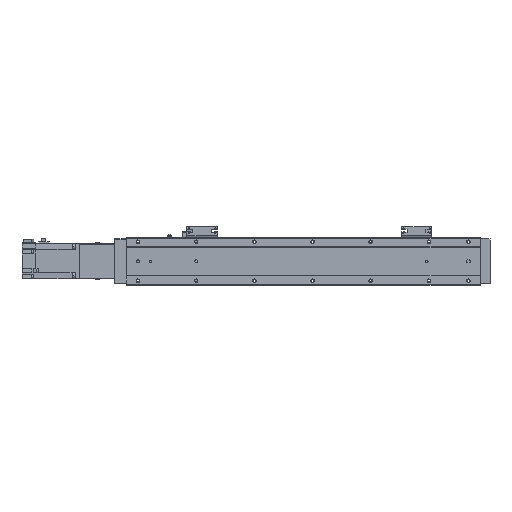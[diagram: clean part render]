
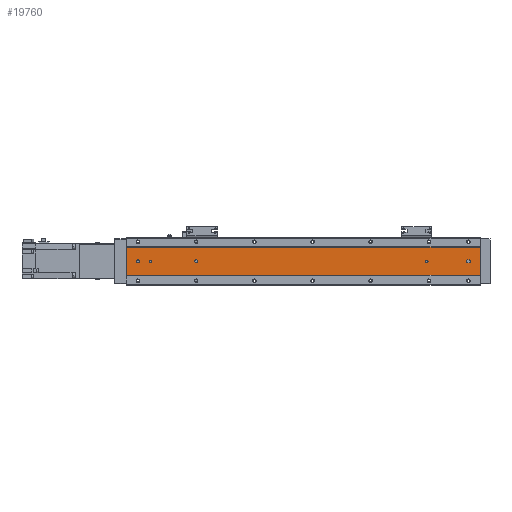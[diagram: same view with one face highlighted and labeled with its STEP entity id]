
A CAD part, front view. The second image highlights one B-rep face of the part: STEP entity #19760.
In plain terms, the highlighted planar face has unit normal (0, -1, 0).
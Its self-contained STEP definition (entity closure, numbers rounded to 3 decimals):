
#125 = AXIS2_PLACEMENT_3D ( 'NONE', #21803, #17233, #16949 ) ;
#154 = DIRECTION ( 'NONE',  ( 0., 0., 1. ) ) ;
#592 = FACE_OUTER_BOUND ( 'NONE', #10795, .T. ) ;
#693 = ORIENTED_EDGE ( 'NONE', *, *, #20792, .F. ) ;
#804 = DIRECTION ( 'NONE',  ( 0., 0., 1. ) ) ;
#1049 = CARTESIAN_POINT ( 'NONE',  ( 608., 1., 23.876 ) ) ;
#1191 = CARTESIAN_POINT ( 'NONE',  ( 608., 1., 23.876 ) ) ;
#1197 = EDGE_CURVE ( 'NONE', #3581, #12789, #27317, .T. ) ;
#1335 = DIRECTION ( 'NONE',  ( 0., -1., 0. ) ) ;
#1394 = CIRCLE ( 'NONE', #26337, 2.5 ) ;
#1412 = VECTOR ( 'NONE', #5386, 1000. ) ;
#1533 = ORIENTED_EDGE ( 'NONE', *, *, #22105, .F. ) ;
#1598 = FACE_BOUND ( 'NONE', #20223, .T. ) ;
#1773 = VERTEX_POINT ( 'NONE', #3199 ) ;
#1828 = CARTESIAN_POINT ( 'NONE',  ( 608., 1., -23.876 ) ) ;
#2107 = CARTESIAN_POINT ( 'NONE',  ( 120., 1., 0. ) ) ;
#2173 = VERTEX_POINT ( 'NONE', #22502 ) ;
#2961 = EDGE_CURVE ( 'NONE', #15276, #4128, #19894, .T. ) ;
#3029 = CARTESIAN_POINT ( 'NONE',  ( 608., 1., 2.5 ) ) ;
#3067 = FACE_BOUND ( 'NONE', #18163, .T. ) ;
#3199 = CARTESIAN_POINT ( 'NONE',  ( 587., 1., 2.5 ) ) ;
#3272 = VERTEX_POINT ( 'NONE', #11004 ) ;
#3292 = DIRECTION ( 'NONE',  ( 0., -1., 0. ) ) ;
#3581 = VERTEX_POINT ( 'NONE', #1828 ) ;
#3991 = CARTESIAN_POINT ( 'NONE',  ( 120., 1., -2.5 ) ) ;
#4035 = ORIENTED_EDGE ( 'NONE', *, *, #28562, .T. ) ;
#4128 = VERTEX_POINT ( 'NONE', #26125 ) ;
#4396 = EDGE_LOOP ( 'NONE', ( #1533, #27045 ) ) ;
#4439 = AXIS2_PLACEMENT_3D ( 'NONE', #20372, #24924, #4724 ) ;
#4724 = DIRECTION ( 'NONE',  ( 0., 0., 1. ) ) ;
#4745 = VECTOR ( 'NONE', #25372, 1000. ) ;
#4962 = DIRECTION ( 'NONE',  ( 0., -1., 0. ) ) ;
#5096 = LINE ( 'NONE', #9832, #1412 ) ;
#5386 = DIRECTION ( 'NONE',  ( 0., 0., -1. ) ) ;
#5561 = DIRECTION ( 'NONE',  ( 0., 0., 1. ) ) ;
#5713 = DIRECTION ( 'NONE',  ( 0., -1., 0. ) ) ;
#6891 = CARTESIAN_POINT ( 'NONE',  ( 41.75, 1., -2.1 ) ) ;
#7104 = CARTESIAN_POINT ( 'NONE',  ( 608., 1., -23.876 ) ) ;
#7323 = ORIENTED_EDGE ( 'NONE', *, *, #25689, .F. ) ;
#7391 = DIRECTION ( 'NONE',  ( 0., -1., 0. ) ) ;
#7521 = CIRCLE ( 'NONE', #27332, 2.1 ) ;
#7778 = CARTESIAN_POINT ( 'NONE',  ( 589., 1., 0. ) ) ;
#7808 = VERTEX_POINT ( 'NONE', #13984 ) ;
#7941 = FACE_BOUND ( 'NONE', #28054, .T. ) ;
#7981 = EDGE_CURVE ( 'NONE', #28099, #1773, #25463, .T. ) ;
#8574 = ORIENTED_EDGE ( 'NONE', *, *, #2961, .T. ) ;
#8666 = DIRECTION ( 'NONE',  ( -1., 0., 0. ) ) ;
#8797 = VECTOR ( 'NONE', #9604, 1000. ) ;
#9011 = DIRECTION ( 'NONE',  ( 0., -1., 0. ) ) ;
#9604 = DIRECTION ( 'NONE',  ( -1., 0., 0. ) ) ;
#9832 = CARTESIAN_POINT ( 'NONE',  ( 0., 1., 23.876 ) ) ;
#10451 = DIRECTION ( 'NONE',  ( 0., 0., 1. ) ) ;
#10592 = CARTESIAN_POINT ( 'NONE',  ( 20., 1., 0. ) ) ;
#10765 = CARTESIAN_POINT ( 'NONE',  ( 41.75, 1., 0. ) ) ;
#10795 = EDGE_LOOP ( 'NONE', ( #4035, #15817, #18222, #8574 ) ) ;
#10938 = AXIS2_PLACEMENT_3D ( 'NONE', #11572, #22922, #804 ) ;
#11004 = CARTESIAN_POINT ( 'NONE',  ( 516.45, 1., 2.1 ) ) ;
#11442 = ORIENTED_EDGE ( 'NONE', *, *, #16913, .F. ) ;
#11549 = EDGE_LOOP ( 'NONE', ( #11442, #24300 ) ) ;
#11572 = CARTESIAN_POINT ( 'NONE',  ( 120., 1., 0. ) ) ;
#11636 = CIRCLE ( 'NONE', #12548, 2.5 ) ;
#12005 = CARTESIAN_POINT ( 'NONE',  ( 20., 1., 0. ) ) ;
#12548 = AXIS2_PLACEMENT_3D ( 'NONE', #7778, #5713, #5561 ) ;
#12768 = CARTESIAN_POINT ( 'NONE',  ( 20., 1., 2.5 ) ) ;
#12789 = VERTEX_POINT ( 'NONE', #24433 ) ;
#12811 = PLANE ( 'NONE',  #125 ) ;
#13119 = ORIENTED_EDGE ( 'NONE', *, *, #17338, .F. ) ;
#13280 = EDGE_CURVE ( 'NONE', #29184, #14817, #17380, .T. ) ;
#13984 = CARTESIAN_POINT ( 'NONE',  ( 587., 1., -2.5 ) ) ;
#14023 = EDGE_CURVE ( 'NONE', #15861, #27739, #7521, .T. ) ;
#14209 = CIRCLE ( 'NONE', #28813, 2.5 ) ;
#14413 = ORIENTED_EDGE ( 'NONE', *, *, #7981, .F. ) ;
#14765 = AXIS2_PLACEMENT_3D ( 'NONE', #2107, #27042, #26593 ) ;
#14817 = VERTEX_POINT ( 'NONE', #19941 ) ;
#15054 = EDGE_CURVE ( 'NONE', #15276, #3581, #25530, .T. ) ;
#15139 = DIRECTION ( 'NONE',  ( -1., 0., 0. ) ) ;
#15276 = VERTEX_POINT ( 'NONE', #1191 ) ;
#15335 = VERTEX_POINT ( 'NONE', #22417 ) ;
#15425 = CARTESIAN_POINT ( 'NONE',  ( 608., 1., -2.5 ) ) ;
#15817 = ORIENTED_EDGE ( 'NONE', *, *, #1197, .F. ) ;
#15857 = VECTOR ( 'NONE', #15139, 1000. ) ;
#15861 = VERTEX_POINT ( 'NONE', #6891 ) ;
#16363 = ORIENTED_EDGE ( 'NONE', *, *, #16381, .F. ) ;
#16381 = EDGE_CURVE ( 'NONE', #25057, #21165, #23636, .T. ) ;
#16396 = CARTESIAN_POINT ( 'NONE',  ( 587., 1., 0. ) ) ;
#16658 = FACE_BOUND ( 'NONE', #4396, .T. ) ;
#16662 = AXIS2_PLACEMENT_3D ( 'NONE', #23241, #4962, #22966 ) ;
#16870 = DIRECTION ( 'NONE',  ( 0., 0., 1. ) ) ;
#16913 = EDGE_CURVE ( 'NONE', #14817, #29184, #14209, .T. ) ;
#16949 = DIRECTION ( 'NONE',  ( 1., 0., 0. ) ) ;
#17233 = DIRECTION ( 'NONE',  ( 0., 1., 0. ) ) ;
#17338 = EDGE_CURVE ( 'NONE', #7808, #15335, #22055, .T. ) ;
#17380 = CIRCLE ( 'NONE', #23488, 2.5 ) ;
#17488 = VECTOR ( 'NONE', #8666, 1000. ) ;
#18163 = EDGE_LOOP ( 'NONE', ( #26761, #21241 ) ) ;
#18222 = ORIENTED_EDGE ( 'NONE', *, *, #15054, .F. ) ;
#18316 = CARTESIAN_POINT ( 'NONE',  ( 589., 1., 2.5 ) ) ;
#18370 = EDGE_CURVE ( 'NONE', #3272, #2173, #26990, .T. ) ;
#19323 = DIRECTION ( 'NONE',  ( 0., 0., 1. ) ) ;
#19760 = ADVANCED_FACE ( 'NONE', ( #592, #3067, #16658, #21658, #7941, #1598 ), #12811, .F. ) ;
#19894 = LINE ( 'NONE', #28889, #17488 ) ;
#19941 = CARTESIAN_POINT ( 'NONE',  ( 20., 1., -2.5 ) ) ;
#20223 = EDGE_LOOP ( 'NONE', ( #13119, #28361, #14413, #7323 ) ) ;
#20291 = DIRECTION ( 'NONE',  ( 1., 0., 0. ) ) ;
#20372 = CARTESIAN_POINT ( 'NONE',  ( 41.75, 1., 0. ) ) ;
#20529 = DIRECTION ( 'NONE',  ( 0., 0., 1. ) ) ;
#20792 = EDGE_CURVE ( 'NONE', #21165, #25057, #28430, .T. ) ;
#20927 = CIRCLE ( 'NONE', #4439, 2.1 ) ;
#21165 = VERTEX_POINT ( 'NONE', #3991 ) ;
#21241 = ORIENTED_EDGE ( 'NONE', *, *, #21646, .F. ) ;
#21646 = EDGE_CURVE ( 'NONE', #27739, #15861, #20927, .T. ) ;
#21654 = DIRECTION ( 'NONE',  ( 0., -1., 0. ) ) ;
#21658 = FACE_BOUND ( 'NONE', #11549, .T. ) ;
#21803 = CARTESIAN_POINT ( 'NONE',  ( 608., 1., 23.876 ) ) ;
#22055 = LINE ( 'NONE', #15425, #28351 ) ;
#22105 = EDGE_CURVE ( 'NONE', #2173, #3272, #27029, .T. ) ;
#22417 = CARTESIAN_POINT ( 'NONE',  ( 589., 1., -2.5 ) ) ;
#22421 = CARTESIAN_POINT ( 'NONE',  ( 516.45, 1., 0. ) ) ;
#22502 = CARTESIAN_POINT ( 'NONE',  ( 516.45, 1., -2.1 ) ) ;
#22916 = CARTESIAN_POINT ( 'NONE',  ( 41.75, 1., 2.1 ) ) ;
#22922 = DIRECTION ( 'NONE',  ( 0., -1., 0. ) ) ;
#22966 = DIRECTION ( 'NONE',  ( 0., 0., 1. ) ) ;
#23191 = AXIS2_PLACEMENT_3D ( 'NONE', #22421, #9011, #154 ) ;
#23241 = CARTESIAN_POINT ( 'NONE',  ( 516.45, 1., 0. ) ) ;
#23488 = AXIS2_PLACEMENT_3D ( 'NONE', #12005, #3292, #16870 ) ;
#23636 = CIRCLE ( 'NONE', #10938, 2.5 ) ;
#24237 = CARTESIAN_POINT ( 'NONE',  ( 120., 1., 2.5 ) ) ;
#24300 = ORIENTED_EDGE ( 'NONE', *, *, #13280, .F. ) ;
#24433 = CARTESIAN_POINT ( 'NONE',  ( 0., 1., -23.876 ) ) ;
#24924 = DIRECTION ( 'NONE',  ( 0., -1., 0. ) ) ;
#25057 = VERTEX_POINT ( 'NONE', #24237 ) ;
#25372 = DIRECTION ( 'NONE',  ( 0., 0., -1. ) ) ;
#25463 = LINE ( 'NONE', #3029, #15857 ) ;
#25530 = LINE ( 'NONE', #1049, #4745 ) ;
#25689 = EDGE_CURVE ( 'NONE', #15335, #28099, #11636, .T. ) ;
#26125 = CARTESIAN_POINT ( 'NONE',  ( 0., 1., 23.876 ) ) ;
#26337 = AXIS2_PLACEMENT_3D ( 'NONE', #16396, #7391, #20529 ) ;
#26593 = DIRECTION ( 'NONE',  ( 0., 0., 1. ) ) ;
#26761 = ORIENTED_EDGE ( 'NONE', *, *, #14023, .F. ) ;
#26990 = CIRCLE ( 'NONE', #23191, 2.1 ) ;
#27029 = CIRCLE ( 'NONE', #16662, 2.1 ) ;
#27042 = DIRECTION ( 'NONE',  ( 0., -1., 0. ) ) ;
#27045 = ORIENTED_EDGE ( 'NONE', *, *, #18370, .F. ) ;
#27317 = LINE ( 'NONE', #7104, #8797 ) ;
#27332 = AXIS2_PLACEMENT_3D ( 'NONE', #10765, #1335, #19323 ) ;
#27739 = VERTEX_POINT ( 'NONE', #22916 ) ;
#28054 = EDGE_LOOP ( 'NONE', ( #693, #16363 ) ) ;
#28063 = EDGE_CURVE ( 'NONE', #1773, #7808, #1394, .T. ) ;
#28099 = VERTEX_POINT ( 'NONE', #18316 ) ;
#28351 = VECTOR ( 'NONE', #20291, 1000. ) ;
#28361 = ORIENTED_EDGE ( 'NONE', *, *, #28063, .F. ) ;
#28430 = CIRCLE ( 'NONE', #14765, 2.5 ) ;
#28562 = EDGE_CURVE ( 'NONE', #4128, #12789, #5096, .T. ) ;
#28813 = AXIS2_PLACEMENT_3D ( 'NONE', #10592, #21654, #10451 ) ;
#28889 = CARTESIAN_POINT ( 'NONE',  ( 608., 1., 23.876 ) ) ;
#29184 = VERTEX_POINT ( 'NONE', #12768 ) ;
